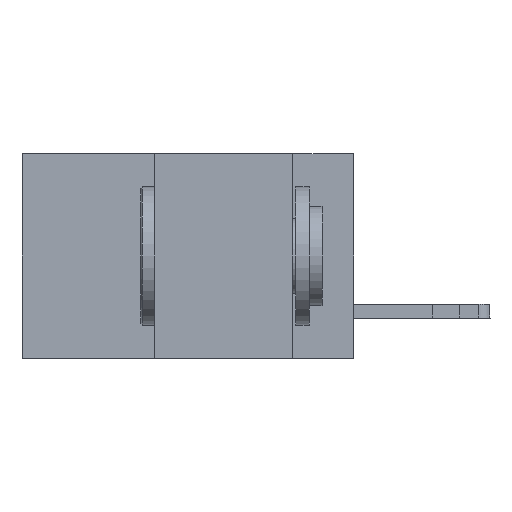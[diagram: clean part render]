
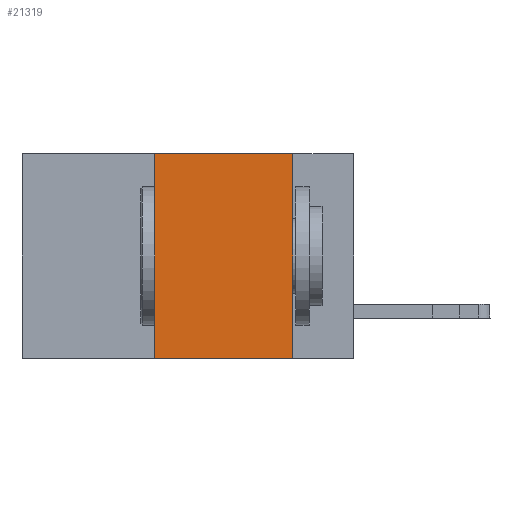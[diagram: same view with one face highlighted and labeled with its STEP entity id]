
A CAD part, left-side view. The second image highlights one B-rep face of the part: STEP entity #21319.
In plain terms, the highlighted planar face has unit normal (-1, 0, 0).
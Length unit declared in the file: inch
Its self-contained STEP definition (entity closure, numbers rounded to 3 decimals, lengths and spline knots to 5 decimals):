
#294 = VECTOR ( 'NONE', #25308, 39.37008 ) ;
#2267 = EDGE_CURVE ( 'NONE', #21420, #29211, #8881, .T. ) ;
#6041 = DIRECTION ( 'NONE',  ( 0., 0., -1. ) ) ;
#6233 = CARTESIAN_POINT ( 'NONE',  ( 0., 0.11, 0. ) ) ;
#7159 = VECTOR ( 'NONE', #23180, 39.37008 ) ;
#8467 = CARTESIAN_POINT ( 'NONE',  ( 0., 0.6, 0. ) ) ;
#8881 = LINE ( 'NONE', #8467, #14820 ) ;
#9176 = DIRECTION ( 'NONE',  ( 0., -1., 0. ) ) ;
#10176 = LINE ( 'NONE', #6233, #7159 ) ;
#10550 = PLANE ( 'NONE',  #25656 ) ;
#11182 = LINE ( 'NONE', #18684, #24643 ) ;
#11332 = CARTESIAN_POINT ( 'NONE',  ( 0., 0.36, -0.37 ) ) ;
#13245 = ORIENTED_EDGE ( 'NONE', *, *, #23066, .T. ) ;
#13732 = ORIENTED_EDGE ( 'NONE', *, *, #2267, .F. ) ;
#14820 = VECTOR ( 'NONE', #18176, 39.37008 ) ;
#17342 = CARTESIAN_POINT ( 'NONE',  ( 0., 0.11, -0.37 ) ) ;
#17730 = VERTEX_POINT ( 'NONE', #17342 ) ;
#17739 = DIRECTION ( 'NONE',  ( 1., 0., 0. ) ) ;
#18176 = DIRECTION ( 'NONE',  ( 0., -1., 0. ) ) ;
#18597 = EDGE_CURVE ( 'NONE', #22113, #21420, #18685, .T. ) ;
#18684 = CARTESIAN_POINT ( 'NONE',  ( 0., 0.6, -0.37 ) ) ;
#18685 = LINE ( 'NONE', #30173, #294 ) ;
#20378 = CARTESIAN_POINT ( 'NONE',  ( 0., 0.36, 0. ) ) ;
#21319 = ADVANCED_FACE ( 'NONE', ( #28174 ), #10550, .F. ) ;
#21420 = VERTEX_POINT ( 'NONE', #20378 ) ;
#21499 = EDGE_CURVE ( 'NONE', #29211, #17730, #10176, .T. ) ;
#22113 = VERTEX_POINT ( 'NONE', #11332 ) ;
#22759 = CARTESIAN_POINT ( 'NONE',  ( 0., 0.6, 0. ) ) ;
#23066 = EDGE_CURVE ( 'NONE', #22113, #17730, #11182, .T. ) ;
#23180 = DIRECTION ( 'NONE',  ( 0., 0., -1. ) ) ;
#24643 = VECTOR ( 'NONE', #9176, 39.37008 ) ;
#25308 = DIRECTION ( 'NONE',  ( 0., 0., 1. ) ) ;
#25656 = AXIS2_PLACEMENT_3D ( 'NONE', #22759, #17739, #6041 ) ;
#28174 = FACE_OUTER_BOUND ( 'NONE', #29888, .T. ) ;
#28838 = ORIENTED_EDGE ( 'NONE', *, *, #21499, .F. ) ;
#28972 = ORIENTED_EDGE ( 'NONE', *, *, #18597, .F. ) ;
#29211 = VERTEX_POINT ( 'NONE', #30087 ) ;
#29888 = EDGE_LOOP ( 'NONE', ( #28838, #13732, #28972, #13245 ) ) ;
#30087 = CARTESIAN_POINT ( 'NONE',  ( 0., 0.11, 0. ) ) ;
#30173 = CARTESIAN_POINT ( 'NONE',  ( 0., 0.36, 0. ) ) ;
